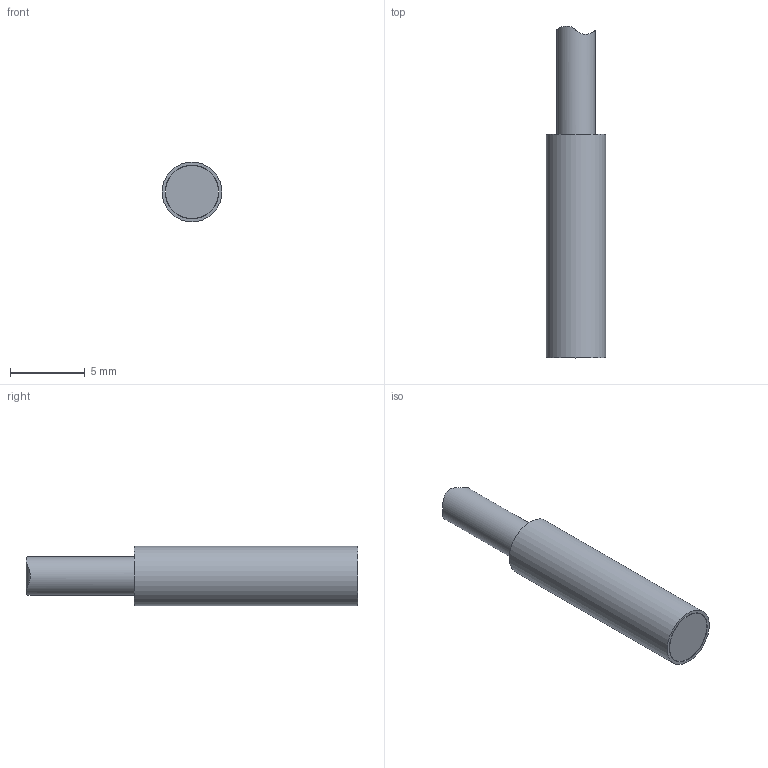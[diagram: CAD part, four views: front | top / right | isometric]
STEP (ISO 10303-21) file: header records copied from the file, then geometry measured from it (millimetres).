
FILE_DESCRIPTION(/* description */ (''),/* implementation_level */ '2;1');
FILE_NAME(/* name */ '300700_Shrinkwrap_1.stp',/* time_stamp */ '2022-03-18T13:27:15+01:00',/* author */ ('Krieger Anja'),/* organization */ (''),/* preprocessor_version */ 'ST-DEVELOPER v18.1',/* originating_system */ 'Autodesk Inventor 2021',/* authorisation */ '');
FILE_SCHEMA (('AUTOMOTIVE_DESIGN { 1 0 10303 214 3 1 1 }'));
Length unit declared in the file: millimetre
Products named in the file (1): 300700_Shrinkwrap_1
Bounding box: 4 x 22.28 x 4 mm (x, y, z)
Volume: 146.9 mm3; surface area: 562.8 mm2
Topology: 3 solids, 3 shells, 11 faces, 16 edges, 11 vertices
Faces by surface type: cylinder 6, plane 5
Full cylindrical faces by diameter (mm): 2.6 x1, 3.55 x1, 3.6 x1, 4 x1
Entity records: 378 total; most frequent: CARTESIAN_POINT 99, DIRECTION 43, ORIENTED_EDGE 32, AXIS2_PLACEMENT_3D 19, EDGE_CURVE 16, STYLED_ITEM 14, EDGE_LOOP 13, FACE_OUTER_BOUND 11
